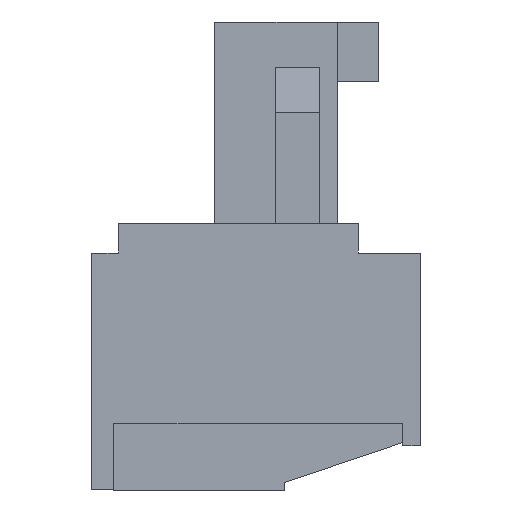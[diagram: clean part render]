
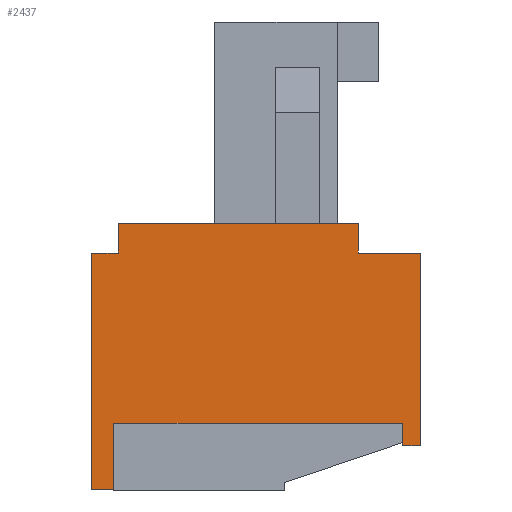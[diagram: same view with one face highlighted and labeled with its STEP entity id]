
A CAD part, left-side view. The second image highlights one B-rep face of the part: STEP entity #2437.
In plain terms, the highlighted planar face has unit normal (-1, 0, 0).
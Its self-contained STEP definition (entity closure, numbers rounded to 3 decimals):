
#2437 = ADVANCED_FACE( '', ( #5681 ), #5682, .F. );
#5681 = FACE_OUTER_BOUND( '', #10175, .T. );
#5682 = PLANE( '', #10176 );
#10175 = EDGE_LOOP( '', ( #16055, #16056, #16057, #16058, #16059, #16060, #16061, #16062, #16063, #16064, #16065, #16066 ) );
#10176 = AXIS2_PLACEMENT_3D( '', #16067, #16068, #16069 );
#16055 = ORIENTED_EDGE( '', *, *, #27889, .F. );
#16056 = ORIENTED_EDGE( '', *, *, #27890, .F. );
#16057 = ORIENTED_EDGE( '', *, *, #27891, .F. );
#16058 = ORIENTED_EDGE( '', *, *, #27892, .F. );
#16059 = ORIENTED_EDGE( '', *, *, #27893, .F. );
#16060 = ORIENTED_EDGE( '', *, *, #27894, .F. );
#16061 = ORIENTED_EDGE( '', *, *, #27649, .F. );
#16062 = ORIENTED_EDGE( '', *, *, #26607, .F. );
#16063 = ORIENTED_EDGE( '', *, *, #27895, .F. );
#16064 = ORIENTED_EDGE( '', *, *, #27896, .F. );
#16065 = ORIENTED_EDGE( '', *, *, #27897, .F. );
#16066 = ORIENTED_EDGE( '', *, *, #27898, .F. );
#16067 = CARTESIAN_POINT( '', ( -34.29, 0., 0. ) );
#16068 = DIRECTION( '', ( 1., 0., 0. ) );
#16069 = DIRECTION( '', ( 0., 0., -1. ) );
#26607 = EDGE_CURVE( '', #31628, #31629, #31630, .T. );
#27649 = EDGE_CURVE( '', #31629, #33474, #33475, .T. );
#27889 = EDGE_CURVE( '', #33859, #33860, #33861, .T. );
#27890 = EDGE_CURVE( '', #33862, #33859, #33863, .T. );
#27891 = EDGE_CURVE( '', #33864, #33862, #33865, .T. );
#27892 = EDGE_CURVE( '', #33866, #33864, #33867, .T. );
#27893 = EDGE_CURVE( '', #33868, #33866, #33869, .T. );
#27894 = EDGE_CURVE( '', #33474, #33868, #33870, .T. );
#27895 = EDGE_CURVE( '', #33871, #31628, #33872, .T. );
#27896 = EDGE_CURVE( '', #33873, #33871, #33874, .T. );
#27897 = EDGE_CURVE( '', #33875, #33873, #33876, .T. );
#27898 = EDGE_CURVE( '', #33860, #33875, #33877, .T. );
#31628 = VERTEX_POINT( '', #39061 );
#31629 = VERTEX_POINT( '', #39062 );
#31630 = LINE( '', #39063, #39064 );
#33474 = VERTEX_POINT( '', #41726 );
#33475 = LINE( '', #41727, #41728 );
#33859 = VERTEX_POINT( '', #42273 );
#33860 = VERTEX_POINT( '', #42274 );
#33861 = LINE( '', #42275, #42276 );
#33862 = VERTEX_POINT( '', #42277 );
#33863 = LINE( '', #42278, #42279 );
#33864 = VERTEX_POINT( '', #42280 );
#33865 = LINE( '', #42281, #42282 );
#33866 = VERTEX_POINT( '', #42283 );
#33867 = LINE( '', #42284, #42285 );
#33868 = VERTEX_POINT( '', #42286 );
#33869 = LINE( '', #42287, #42288 );
#33870 = LINE( '', #42289, #42290 );
#33871 = VERTEX_POINT( '', #42291 );
#33872 = LINE( '', #42292, #42293 );
#33873 = VERTEX_POINT( '', #42294 );
#33874 = LINE( '', #42295, #42296 );
#33875 = VERTEX_POINT( '', #42297 );
#33876 = LINE( '', #42298, #42299 );
#33877 = LINE( '', #42300, #42301 );
#39061 = CARTESIAN_POINT( '', ( -34.29, 4.2, -1.75 ) );
#39062 = CARTESIAN_POINT( '', ( -34.29, 4.2, -4. ) );
#39063 = CARTESIAN_POINT( '', ( -34.29, 4.2, -1.75 ) );
#39064 = VECTOR( '', #49678, 1000. );
#41726 = CARTESIAN_POINT( '', ( -34.29, 4.95, -4. ) );
#41727 = CARTESIAN_POINT( '', ( -34.29, 4.2, -4. ) );
#41728 = VECTOR( '', #50640, 1000. );
#42273 = CARTESIAN_POINT( '', ( -34.29, -4.05, 4. ) );
#42274 = CARTESIAN_POINT( '', ( -34.29, -6.15, 4. ) );
#42275 = CARTESIAN_POINT( '', ( -34.29, -4.05, 4. ) );
#42276 = VECTOR( '', #50872, 1000. );
#42277 = CARTESIAN_POINT( '', ( -34.29, -4.05, 5. ) );
#42278 = CARTESIAN_POINT( '', ( -34.29, -4.05, 5. ) );
#42279 = VECTOR( '', #50873, 1000. );
#42280 = CARTESIAN_POINT( '', ( -34.29, 4.05, 5. ) );
#42281 = CARTESIAN_POINT( '', ( -34.29, 4.05, 5. ) );
#42282 = VECTOR( '', #50874, 1000. );
#42283 = CARTESIAN_POINT( '', ( -34.29, 4.05, 4. ) );
#42284 = CARTESIAN_POINT( '', ( -34.29, 4.05, 4. ) );
#42285 = VECTOR( '', #50875, 1000. );
#42286 = CARTESIAN_POINT( '', ( -34.29, 4.95, 4. ) );
#42287 = CARTESIAN_POINT( '', ( -34.29, 4.95, 4. ) );
#42288 = VECTOR( '', #50876, 1000. );
#42289 = CARTESIAN_POINT( '', ( -34.29, 4.95, -4. ) );
#42290 = VECTOR( '', #50877, 1000. );
#42291 = CARTESIAN_POINT( '', ( -34.29, -5.55, -1.75 ) );
#42292 = CARTESIAN_POINT( '', ( -34.29, -5.55, -1.75 ) );
#42293 = VECTOR( '', #50878, 1000. );
#42294 = CARTESIAN_POINT( '', ( -34.29, -5.55, -2.5 ) );
#42295 = CARTESIAN_POINT( '', ( -34.29, -5.55, -2.5 ) );
#42296 = VECTOR( '', #50879, 1000. );
#42297 = CARTESIAN_POINT( '', ( -34.29, -6.15, -2.5 ) );
#42298 = CARTESIAN_POINT( '', ( -34.29, -6.15, -2.5 ) );
#42299 = VECTOR( '', #50880, 1000. );
#42300 = CARTESIAN_POINT( '', ( -34.29, -6.15, 4. ) );
#42301 = VECTOR( '', #50881, 1000. );
#49678 = DIRECTION( '', ( 0., 0., -1. ) );
#50640 = DIRECTION( '', ( 0., 1., 0. ) );
#50872 = DIRECTION( '', ( 0., -1., 0. ) );
#50873 = DIRECTION( '', ( 0., 0., -1. ) );
#50874 = DIRECTION( '', ( 0., -1., 0. ) );
#50875 = DIRECTION( '', ( 0., 0., 1. ) );
#50876 = DIRECTION( '', ( 0., -1., 0. ) );
#50877 = DIRECTION( '', ( 0., 0., 1. ) );
#50878 = DIRECTION( '', ( 0., 1., 0. ) );
#50879 = DIRECTION( '', ( 0., 0., 1. ) );
#50880 = DIRECTION( '', ( 0., 1., 0. ) );
#50881 = DIRECTION( '', ( 0., 0., -1. ) );
